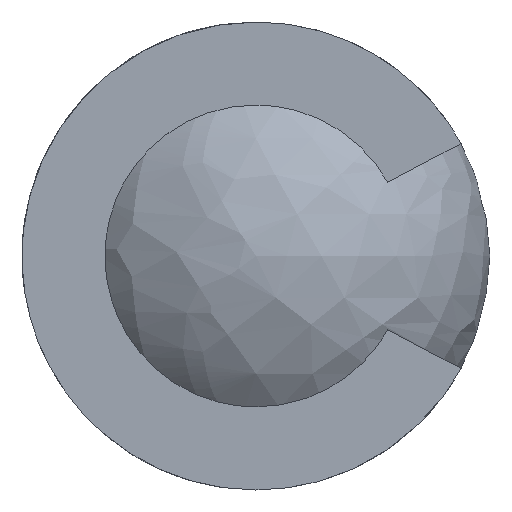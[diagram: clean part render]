
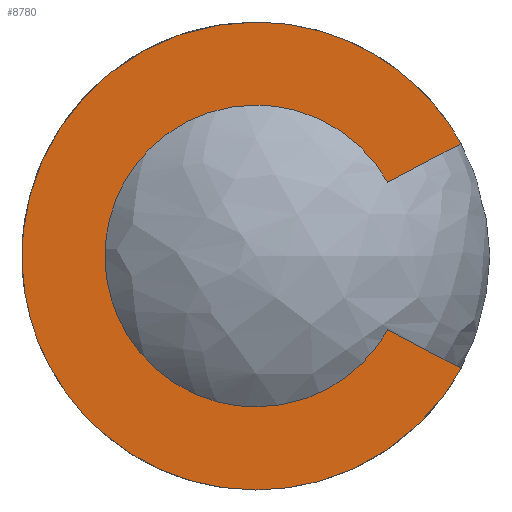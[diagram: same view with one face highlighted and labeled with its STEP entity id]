
A CAD part, left-side view. The second image highlights one B-rep face of the part: STEP entity #8780.
In plain terms, the highlighted free-form (B-spline) face has degree [1, 1] with [2, 2] control points.
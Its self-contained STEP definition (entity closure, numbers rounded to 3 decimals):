
#6440 = CARTESIAN_POINT ('', (0., -27.176, 14.915));
#6450 = VERTEX_POINT ('', #6440);
#6460 = CARTESIAN_POINT ('', (0., -17.462, 9.75));
#6470 = VERTEX_POINT ('', #6460);
#6480 = CARTESIAN_POINT ('', (0., -27.176, 14.915));
#6490 = CARTESIAN_POINT ('', (0., -17.462, 9.75));
#6500 = B_SPLINE_CURVE_WITH_KNOTS ('', 1, (#6480, #6490), .UNSPECIFIED., .F., .U., (2, 2), (0., 1.), .UNSPECIFIED.);
#6510 = EDGE_CURVE ('', #6450, #6470, #6500, .T.);
#7470 = CARTESIAN_POINT ('', (0., 0., 20.));
#7480 = VERTEX_POINT ('', #7470);
#7490 = CARTESIAN_POINT ('', (0., -17.462, 9.75));
#7500 = CARTESIAN_POINT ('', (0., -14.148, 15.686));
#7510 = CARTESIAN_POINT ('', (0., -8.027, 20.));
#7520 = CARTESIAN_POINT ('', (0., 0., 20.));
#7530 = (
   BOUNDED_CURVE ()
   B_SPLINE_CURVE (3, (#7490, #7500, #7510, #7520), .UNSPECIFIED., .F., .U.)
   B_SPLINE_CURVE_WITH_KNOTS ((4, 4), (0., 1.), .UNSPECIFIED.)
   CURVE ()
   GEOMETRIC_REPRESENTATION_ITEM ()
   RATIONAL_B_SPLINE_CURVE ((1., 0.792, 0.671, 0.636))
   REPRESENTATION_ITEM ('')
);
#7540 = EDGE_CURVE ('', #6470, #7480, #7530, .T.);
#7560 = CARTESIAN_POINT ('', (0., 0., -20.));
#7570 = VERTEX_POINT ('', #7560);
#7580 = CARTESIAN_POINT ('', (0., 0., 20.));
#7590 = CARTESIAN_POINT ('', (0., 12.788, 20.));
#7600 = CARTESIAN_POINT ('', (0., 20., 10.601));
#7610 = CARTESIAN_POINT ('', (0., 20., 0.));
#7620 = CARTESIAN_POINT ('', (0., 20., -10.601));
#7630 = CARTESIAN_POINT ('', (0., 12.788, -20.));
#7640 = CARTESIAN_POINT ('', (0., 0., -20.));
#7650 = (
   BOUNDED_CURVE ()
   B_SPLINE_CURVE (3, (#7580, #7590, #7600, #7610, #7620, #7630, #7640), .UNSPECIFIED., .F., .U.)
   B_SPLINE_CURVE_WITH_KNOTS ((4, 3, 4), (0., 0.5, 1.), .UNSPECIFIED.)
   CURVE ()
   GEOMETRIC_REPRESENTATION_ITEM ()
   RATIONAL_B_SPLINE_CURVE ((0.636, 0.588, 0.709, 1., 0.709, 0.588, 0.636))
   REPRESENTATION_ITEM ('')
);
#7660 = EDGE_CURVE ('', #7480, #7570, #7650, .T.);
#7680 = CARTESIAN_POINT ('', (0., -17.462, -9.75));
#7690 = VERTEX_POINT ('', #7680);
#7700 = CARTESIAN_POINT ('', (0., 0., -20.));
#7710 = CARTESIAN_POINT ('', (0., -8.027, -20.));
#7720 = CARTESIAN_POINT ('', (0., -14.148, -15.686));
#7730 = CARTESIAN_POINT ('', (0., -17.462, -9.75));
#7740 = (
   BOUNDED_CURVE ()
   B_SPLINE_CURVE (3, (#7700, #7710, #7720, #7730), .UNSPECIFIED., .F., .U.)
   B_SPLINE_CURVE_WITH_KNOTS ((4, 4), (0., 1.), .UNSPECIFIED.)
   CURVE ()
   GEOMETRIC_REPRESENTATION_ITEM ()
   RATIONAL_B_SPLINE_CURVE ((0.636, 0.671, 0.792, 1.))
   REPRESENTATION_ITEM ('')
);
#7750 = EDGE_CURVE ('', #7570, #7690, #7740, .T.);
#8300 = ORIENTED_EDGE ('', *, *, #7660, .F.);
#8310 = ORIENTED_EDGE ('', *, *, #7540, .F.);
#8320 = ORIENTED_EDGE ('', *, *, #6510, .F.);
#8330 = CARTESIAN_POINT ('', (0., 0., 31.));
#8340 = VERTEX_POINT ('', #8330);
#8350 = CARTESIAN_POINT ('', (0., 0., 31.));
#8360 = CARTESIAN_POINT ('', (0., -12.544, 31.));
#8370 = CARTESIAN_POINT ('', (0., -22.072, 24.215));
#8380 = CARTESIAN_POINT ('', (0., -27.176, 14.915));
#8390 = (
   BOUNDED_CURVE ()
   B_SPLINE_CURVE (3, (#8350, #8360, #8370, #8380), .UNSPECIFIED., .F., .U.)
   B_SPLINE_CURVE_WITH_KNOTS ((4, 4), (0., 1.), .UNSPECIFIED.)
   CURVE ()
   GEOMETRIC_REPRESENTATION_ITEM ()
   RATIONAL_B_SPLINE_CURVE ((0.634, 0.668, 0.79, 1.))
   REPRESENTATION_ITEM ('')
);
#8400 = EDGE_CURVE ('', #8340, #6450, #8390, .T.);
#8410 = ORIENTED_EDGE ('', *, *, #8400, .F.);
#8420 = CARTESIAN_POINT ('', (0., 0., -31.));
#8430 = VERTEX_POINT ('', #8420);
#8440 = CARTESIAN_POINT ('', (0., 0., -31.));
#8450 = CARTESIAN_POINT ('', (0., 19.833, -31.));
#8460 = CARTESIAN_POINT ('', (0., 31., -16.42));
#8470 = CARTESIAN_POINT ('', (0., 31., 0.));
#8480 = CARTESIAN_POINT ('', (0., 31., 16.42));
#8490 = CARTESIAN_POINT ('', (0., 19.833, 31.));
#8500 = CARTESIAN_POINT ('', (0., 0., 31.));
#8510 = (
   BOUNDED_CURVE ()
   B_SPLINE_CURVE (3, (#8440, #8450, #8460, #8470, #8480, #8490, #8500), .UNSPECIFIED., .F., .U.)
   B_SPLINE_CURVE_WITH_KNOTS ((4, 3, 4), (0., 0.5, 1.), .UNSPECIFIED.)
   CURVE ()
   GEOMETRIC_REPRESENTATION_ITEM ()
   RATIONAL_B_SPLINE_CURVE ((0.634, 0.587, 0.709, 1., 0.709, 0.587, 0.634))
   REPRESENTATION_ITEM ('')
);
#8520 = EDGE_CURVE ('', #8430, #8340, #8510, .T.);
#8530 = ORIENTED_EDGE ('', *, *, #8520, .F.);
#8540 = CARTESIAN_POINT ('', (0., -27.176, -14.915));
#8550 = VERTEX_POINT ('', #8540);
#8560 = CARTESIAN_POINT ('', (0., -27.176, -14.915));
#8570 = CARTESIAN_POINT ('', (0., -22.072, -24.215));
#8580 = CARTESIAN_POINT ('', (0., -12.544, -31.));
#8590 = CARTESIAN_POINT ('', (0., 0., -31.));
#8600 = (
   BOUNDED_CURVE ()
   B_SPLINE_CURVE (3, (#8560, #8570, #8580, #8590), .UNSPECIFIED., .F., .U.)
   B_SPLINE_CURVE_WITH_KNOTS ((4, 4), (0., 1.), .UNSPECIFIED.)
   CURVE ()
   GEOMETRIC_REPRESENTATION_ITEM ()
   RATIONAL_B_SPLINE_CURVE ((1., 0.79, 0.668, 0.634))
   REPRESENTATION_ITEM ('')
);
#8610 = EDGE_CURVE ('', #8550, #8430, #8600, .T.);
#8620 = ORIENTED_EDGE ('', *, *, #8610, .F.);
#8630 = CARTESIAN_POINT ('', (0., -27.176, -14.915));
#8640 = CARTESIAN_POINT ('', (0., -23.938, -13.193));
#8650 = CARTESIAN_POINT ('', (0., -20.7, -11.472));
#8660 = CARTESIAN_POINT ('', (0., -17.462, -9.75));
#8670 = B_SPLINE_CURVE_WITH_KNOTS ('', 3, (#8630, #8640, #8650, #8660), .UNSPECIFIED., .F., .U., (4, 4), (0., 1.), .UNSPECIFIED.);
#8680 = EDGE_CURVE ('', #8550, #7690, #8670, .T.);
#8690 = ORIENTED_EDGE ('', *, *, #8680, .T.);
#8700 = ORIENTED_EDGE ('', *, *, #7750, .F.);
#8710 = EDGE_LOOP ('', (#8300, #8310, #8320, #8410, #8530, #8620, #8690, #8700));
#8720 = FACE_OUTER_BOUND ('', #8710, .T.);
#8730 = CARTESIAN_POINT ('', (0., 31.35, 31.372));
#8740 = CARTESIAN_POINT ('', (0., -27.525, 31.372));
#8750 = CARTESIAN_POINT ('', (0., 31.35, -31.372));
#8760 = CARTESIAN_POINT ('', (0., -27.525, -31.372));
#8770 = B_SPLINE_SURFACE_WITH_KNOTS ('', 1, 1, ((#8730, #8740), (#8750, #8760)), .UNSPECIFIED., .F., .F., .U., (2, 2), (2, 2), (0., 1.), (0., 1.), .UNSPECIFIED.);
#8780 = ADVANCED_FACE ('', (#8720), #8770, .T.);
